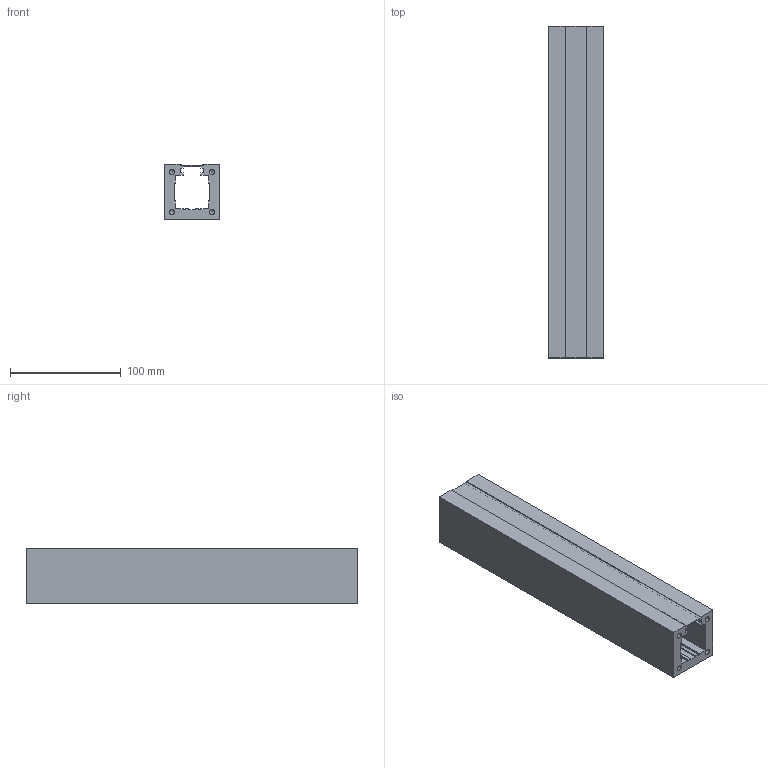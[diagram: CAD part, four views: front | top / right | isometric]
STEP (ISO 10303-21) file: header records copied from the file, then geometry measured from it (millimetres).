
FILE_DESCRIPTION(/* description */ ('Unknown'),/* implementation_level */ '2;1');
FILE_NAME(/* name */ 'Alu Profil 50 mit Abdeckband',/* time_stamp */ '2020-03-19T06:18:14+01:00',/* author */ ('Unknown'),/* organization */ ('Unknown'),/* preprocessor_version */ 'ST-DEVELOPER v16.7',/* originating_system */ 'Solid Edge',/* authorisation */ 'Unknown');
FILE_SCHEMA (('AUTOMOTIVE_DESIGN {1 0 10303 214 3 1 1}'));
Length unit declared in the file: millimetre
Products named in the file (1): Profil-50-300lg-dy
Bounding box: 50 x 300 x 50 mm (x, y, z)
Volume: 412722.8 mm3; surface area: 112719.6 mm2
Topology: 1 solids, 1 shells, 70 faces, 199 edges, 131 vertices
Faces by surface type: plane 46, cylinder 16, cone 8
Full cylindrical faces by diameter (mm): 4.917 x16
Entity records: 2629 total; most frequent: CARTESIAN_POINT 347, DIRECTION 322, ORIENTED_EDGE 312, EDGE_CURVE 156, LINE 132, VECTOR 132, VERTEX_POINT 120, FACE_BOUND 104
